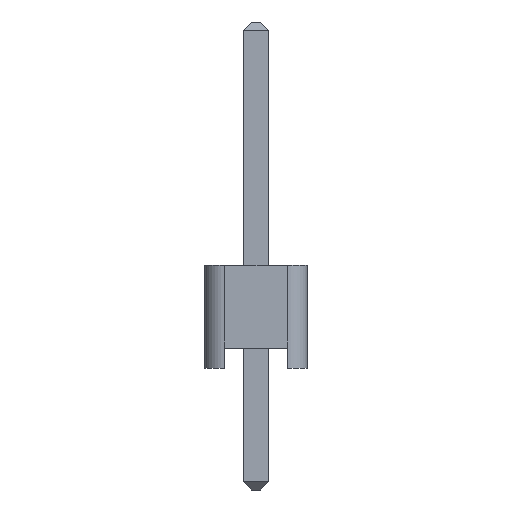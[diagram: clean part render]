
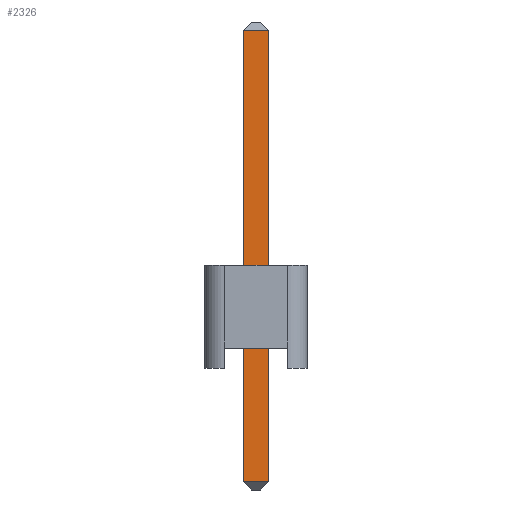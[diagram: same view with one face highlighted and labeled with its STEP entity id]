
A CAD part, left-side view. The second image highlights one B-rep face of the part: STEP entity #2326.
In plain terms, the highlighted planar face has unit normal (-1, 0, 0).
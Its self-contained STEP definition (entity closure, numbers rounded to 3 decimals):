
#2210 = EDGE_CURVE('',#2211,#2213,#2215,.T.);
#2211 = VERTEX_POINT('',#2212);
#2212 = CARTESIAN_POINT('',(-0.32,0.32,0.2));
#2213 = VERTEX_POINT('',#2214);
#2214 = CARTESIAN_POINT('',(-0.32,0.32,11.34));
#2215 = SURFACE_CURVE('',#2216,(#2220,#2232),.PCURVE_S1.);
#2216 = LINE('',#2217,#2218);
#2217 = CARTESIAN_POINT('',(-0.32,0.32,0.));
#2218 = VECTOR('',#2219,1.);
#2219 = DIRECTION('',(0.,0.,1.));
#2220 = PCURVE('',#2221,#2226);
#2221 = PLANE('',#2222);
#2222 = AXIS2_PLACEMENT_3D('',#2223,#2224,#2225);
#2223 = CARTESIAN_POINT('',(-0.32,0.32,0.));
#2224 = DIRECTION('',(0.,1.,0.));
#2225 = DIRECTION('',(1.,0.,0.));
#2226 = DEFINITIONAL_REPRESENTATION('',(#2227),#2231);
#2227 = LINE('',#2228,#2229);
#2228 = CARTESIAN_POINT('',(0.,0.));
#2229 = VECTOR('',#2230,1.);
#2230 = DIRECTION('',(0.,-1.));
#2231 = ( GEOMETRIC_REPRESENTATION_CONTEXT(2) 
PARAMETRIC_REPRESENTATION_CONTEXT() REPRESENTATION_CONTEXT('2D SPACE',''
  ) );
#2232 = PCURVE('',#2233,#2238);
#2233 = PLANE('',#2234);
#2234 = AXIS2_PLACEMENT_3D('',#2235,#2236,#2237);
#2235 = CARTESIAN_POINT('',(-0.32,-0.32,0.));
#2236 = DIRECTION('',(-1.,0.,0.));
#2237 = DIRECTION('',(0.,1.,0.));
#2238 = DEFINITIONAL_REPRESENTATION('',(#2239),#2243);
#2239 = LINE('',#2240,#2241);
#2240 = CARTESIAN_POINT('',(0.64,0.));
#2241 = VECTOR('',#2242,1.);
#2242 = DIRECTION('',(0.,-1.));
#2243 = ( GEOMETRIC_REPRESENTATION_CONTEXT(2) 
PARAMETRIC_REPRESENTATION_CONTEXT() REPRESENTATION_CONTEXT('2D SPACE',''
  ) );
#2326 = ADVANCED_FACE('',(#2327),#2233,.T.);
#2327 = FACE_BOUND('',#2328,.T.);
#2328 = EDGE_LOOP('',(#2329,#2359,#2385,#2386));
#2329 = ORIENTED_EDGE('',*,*,#2330,.T.);
#2330 = EDGE_CURVE('',#2331,#2333,#2335,.T.);
#2331 = VERTEX_POINT('',#2332);
#2332 = CARTESIAN_POINT('',(-0.32,-0.32,0.2));
#2333 = VERTEX_POINT('',#2334);
#2334 = CARTESIAN_POINT('',(-0.32,-0.32,11.34));
#2335 = SURFACE_CURVE('',#2336,(#2340,#2347),.PCURVE_S1.);
#2336 = LINE('',#2337,#2338);
#2337 = CARTESIAN_POINT('',(-0.32,-0.32,0.));
#2338 = VECTOR('',#2339,1.);
#2339 = DIRECTION('',(0.,0.,1.));
#2340 = PCURVE('',#2233,#2341);
#2341 = DEFINITIONAL_REPRESENTATION('',(#2342),#2346);
#2342 = LINE('',#2343,#2344);
#2343 = CARTESIAN_POINT('',(0.,0.));
#2344 = VECTOR('',#2345,1.);
#2345 = DIRECTION('',(0.,-1.));
#2346 = ( GEOMETRIC_REPRESENTATION_CONTEXT(2) 
PARAMETRIC_REPRESENTATION_CONTEXT() REPRESENTATION_CONTEXT('2D SPACE',''
  ) );
#2347 = PCURVE('',#2348,#2353);
#2348 = PLANE('',#2349);
#2349 = AXIS2_PLACEMENT_3D('',#2350,#2351,#2352);
#2350 = CARTESIAN_POINT('',(0.32,-0.32,0.));
#2351 = DIRECTION('',(0.,-1.,0.));
#2352 = DIRECTION('',(-1.,0.,0.));
#2353 = DEFINITIONAL_REPRESENTATION('',(#2354),#2358);
#2354 = LINE('',#2355,#2356);
#2355 = CARTESIAN_POINT('',(0.64,0.));
#2356 = VECTOR('',#2357,1.);
#2357 = DIRECTION('',(0.,-1.));
#2358 = ( GEOMETRIC_REPRESENTATION_CONTEXT(2) 
PARAMETRIC_REPRESENTATION_CONTEXT() REPRESENTATION_CONTEXT('2D SPACE',''
  ) );
#2359 = ORIENTED_EDGE('',*,*,#2360,.T.);
#2360 = EDGE_CURVE('',#2333,#2213,#2361,.T.);
#2361 = SURFACE_CURVE('',#2362,(#2366,#2373),.PCURVE_S1.);
#2362 = LINE('',#2363,#2364);
#2363 = CARTESIAN_POINT('',(-0.32,-0.32,11.34));
#2364 = VECTOR('',#2365,1.);
#2365 = DIRECTION('',(0.,1.,0.));
#2366 = PCURVE('',#2233,#2367);
#2367 = DEFINITIONAL_REPRESENTATION('',(#2368),#2372);
#2368 = LINE('',#2369,#2370);
#2369 = CARTESIAN_POINT('',(0.,-11.34));
#2370 = VECTOR('',#2371,1.);
#2371 = DIRECTION('',(1.,0.));
#2372 = ( GEOMETRIC_REPRESENTATION_CONTEXT(2) 
PARAMETRIC_REPRESENTATION_CONTEXT() REPRESENTATION_CONTEXT('2D SPACE',''
  ) );
#2373 = PCURVE('',#2374,#2379);
#2374 = PLANE('',#2375);
#2375 = AXIS2_PLACEMENT_3D('',#2376,#2377,#2378);
#2376 = CARTESIAN_POINT('',(-0.22,-0.32,11.44));
#2377 = DIRECTION('',(0.707,0.,-0.707
    ));
#2378 = DIRECTION('',(0.,1.,0.));
#2379 = DEFINITIONAL_REPRESENTATION('',(#2380),#2384);
#2380 = LINE('',#2381,#2382);
#2381 = CARTESIAN_POINT('',(0.,-0.141));
#2382 = VECTOR('',#2383,1.);
#2383 = DIRECTION('',(1.,0.));
#2384 = ( GEOMETRIC_REPRESENTATION_CONTEXT(2) 
PARAMETRIC_REPRESENTATION_CONTEXT() REPRESENTATION_CONTEXT('2D SPACE',''
  ) );
#2385 = ORIENTED_EDGE('',*,*,#2210,.F.);
#2386 = ORIENTED_EDGE('',*,*,#2387,.F.);
#2387 = EDGE_CURVE('',#2331,#2211,#2388,.T.);
#2388 = SURFACE_CURVE('',#2389,(#2393,#2400),.PCURVE_S1.);
#2389 = LINE('',#2390,#2391);
#2390 = CARTESIAN_POINT('',(-0.32,-0.32,0.2));
#2391 = VECTOR('',#2392,1.);
#2392 = DIRECTION('',(0.,1.,0.));
#2393 = PCURVE('',#2233,#2394);
#2394 = DEFINITIONAL_REPRESENTATION('',(#2395),#2399);
#2395 = LINE('',#2396,#2397);
#2396 = CARTESIAN_POINT('',(0.,-0.2));
#2397 = VECTOR('',#2398,1.);
#2398 = DIRECTION('',(1.,0.));
#2399 = ( GEOMETRIC_REPRESENTATION_CONTEXT(2) 
PARAMETRIC_REPRESENTATION_CONTEXT() REPRESENTATION_CONTEXT('2D SPACE',''
  ) );
#2400 = PCURVE('',#2401,#2406);
#2401 = PLANE('',#2402);
#2402 = AXIS2_PLACEMENT_3D('',#2403,#2404,#2405);
#2403 = CARTESIAN_POINT('',(-0.22,-0.32,0.1));
#2404 = DIRECTION('',(-0.707,0.,-0.707));
#2405 = DIRECTION('',(0.,1.,0.));
#2406 = DEFINITIONAL_REPRESENTATION('',(#2407),#2411);
#2407 = LINE('',#2408,#2409);
#2408 = CARTESIAN_POINT('',(0.,-0.141));
#2409 = VECTOR('',#2410,1.);
#2410 = DIRECTION('',(1.,0.));
#2411 = ( GEOMETRIC_REPRESENTATION_CONTEXT(2) 
PARAMETRIC_REPRESENTATION_CONTEXT() REPRESENTATION_CONTEXT('2D SPACE',''
  ) );
